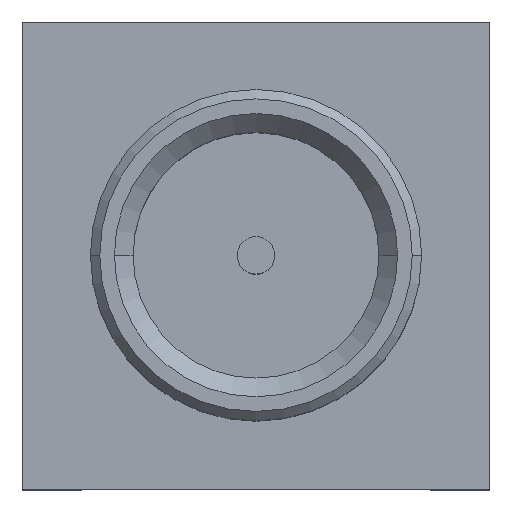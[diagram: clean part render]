
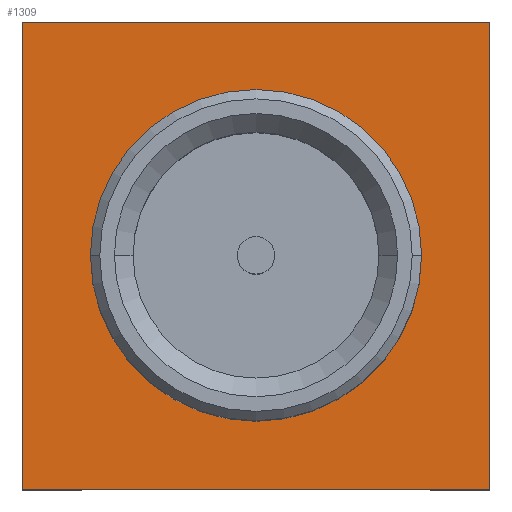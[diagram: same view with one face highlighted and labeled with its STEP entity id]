
A CAD part, top view. The second image highlights one B-rep face of the part: STEP entity #1309.
In plain terms, the highlighted planar face has unit normal (0, 0, 1).
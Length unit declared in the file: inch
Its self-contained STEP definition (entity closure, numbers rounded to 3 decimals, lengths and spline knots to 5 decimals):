
#7 = VECTOR ( 'NONE', #348, 39.37008 ) ;
#15 = EDGE_CURVE ( 'NONE', #1306, #960, #338, .T. ) ;
#44 = VERTEX_POINT ( 'NONE', #140 ) ;
#80 = VECTOR ( 'NONE', #511, 39.37008 ) ;
#85 = EDGE_CURVE ( 'NONE', #1013, #858, #647, .T. ) ;
#104 = ORIENTED_EDGE ( 'NONE', *, *, #15, .F. ) ;
#120 = FACE_BOUND ( 'NONE', #930, .T. ) ;
#125 = CARTESIAN_POINT ( 'NONE',  ( -0.125, 0.125, 0. ) ) ;
#130 = LINE ( 'NONE', #672, #855 ) ;
#140 = CARTESIAN_POINT ( 'NONE',  ( 0.125, 0.125, 0. ) ) ;
#147 = CARTESIAN_POINT ( 'NONE',  ( 0., 0., 0. ) ) ;
#159 = EDGE_CURVE ( 'NONE', #858, #44, #130, .T. ) ;
#242 = CARTESIAN_POINT ( 'NONE',  ( -0.125, 0.125, 0. ) ) ;
#286 = FACE_OUTER_BOUND ( 'NONE', #698, .T. ) ;
#298 = CARTESIAN_POINT ( 'NONE',  ( -0.125, -0.125, 0. ) ) ;
#310 = VERTEX_POINT ( 'NONE', #125 ) ;
#322 = ORIENTED_EDGE ( 'NONE', *, *, #451, .T. ) ;
#338 = CIRCLE ( 'NONE', #1167, 0.08858 ) ;
#342 = CARTESIAN_POINT ( 'NONE',  ( 0., 0., 0. ) ) ;
#348 = DIRECTION ( 'NONE',  ( 1., 0., 0. ) ) ;
#360 = ORIENTED_EDGE ( 'NONE', *, *, #159, .T. ) ;
#362 = CARTESIAN_POINT ( 'NONE',  ( -0.125, -0.125, 0. ) ) ;
#372 = CARTESIAN_POINT ( 'NONE',  ( 0.125, -0.125, 0. ) ) ;
#378 = EDGE_CURVE ( 'NONE', #960, #1306, #658, .T. ) ;
#422 = PLANE ( 'NONE',  #735 ) ;
#436 = CARTESIAN_POINT ( 'NONE',  ( 0.08858, 0., 0. ) ) ;
#446 = LINE ( 'NONE', #242, #940 ) ;
#451 = EDGE_CURVE ( 'NONE', #44, #310, #446, .T. ) ;
#511 = DIRECTION ( 'NONE',  ( 0., -1., 0. ) ) ;
#545 = DIRECTION ( 'NONE',  ( 0., 0., 1. ) ) ;
#547 = AXIS2_PLACEMENT_3D ( 'NONE', #147, #545, #640 ) ;
#634 = ORIENTED_EDGE ( 'NONE', *, *, #85, .T. ) ;
#640 = DIRECTION ( 'NONE',  ( 1., 0., 0. ) ) ;
#642 = CARTESIAN_POINT ( 'NONE',  ( 0., 0., 0. ) ) ;
#647 = LINE ( 'NONE', #362, #7 ) ;
#658 = CIRCLE ( 'NONE', #547, 0.08858 ) ;
#672 = CARTESIAN_POINT ( 'NONE',  ( 0.125, -0.125, 0. ) ) ;
#698 = EDGE_LOOP ( 'NONE', ( #360, #322, #1221, #634 ) ) ;
#735 = AXIS2_PLACEMENT_3D ( 'NONE', #342, #1059, #1144 ) ;
#760 = DIRECTION ( 'NONE',  ( 0., 0., 1. ) ) ;
#784 = DIRECTION ( 'NONE',  ( 0., 1., 0. ) ) ;
#855 = VECTOR ( 'NONE', #784, 39.37008 ) ;
#858 = VERTEX_POINT ( 'NONE', #372 ) ;
#930 = EDGE_LOOP ( 'NONE', ( #1006, #104 ) ) ;
#940 = VECTOR ( 'NONE', #1273, 39.37008 ) ;
#960 = VERTEX_POINT ( 'NONE', #1106 ) ;
#1006 = ORIENTED_EDGE ( 'NONE', *, *, #378, .F. ) ;
#1013 = VERTEX_POINT ( 'NONE', #298 ) ;
#1059 = DIRECTION ( 'NONE',  ( 0., 0., -1. ) ) ;
#1104 = LINE ( 'NONE', #1237, #80 ) ;
#1106 = CARTESIAN_POINT ( 'NONE',  ( -0.08858, 0., 0. ) ) ;
#1144 = DIRECTION ( 'NONE',  ( -1., 0., 0. ) ) ;
#1145 = EDGE_CURVE ( 'NONE', #310, #1013, #1104, .T. ) ;
#1167 = AXIS2_PLACEMENT_3D ( 'NONE', #642, #760, #1254 ) ;
#1221 = ORIENTED_EDGE ( 'NONE', *, *, #1145, .T. ) ;
#1237 = CARTESIAN_POINT ( 'NONE',  ( -0.125, -0.125, 0. ) ) ;
#1254 = DIRECTION ( 'NONE',  ( 1., 0., 0. ) ) ;
#1273 = DIRECTION ( 'NONE',  ( -1., 0., 0. ) ) ;
#1306 = VERTEX_POINT ( 'NONE', #436 ) ;
#1309 = ADVANCED_FACE ( 'NONE', ( #120, #286 ), #422, .F. ) ;
